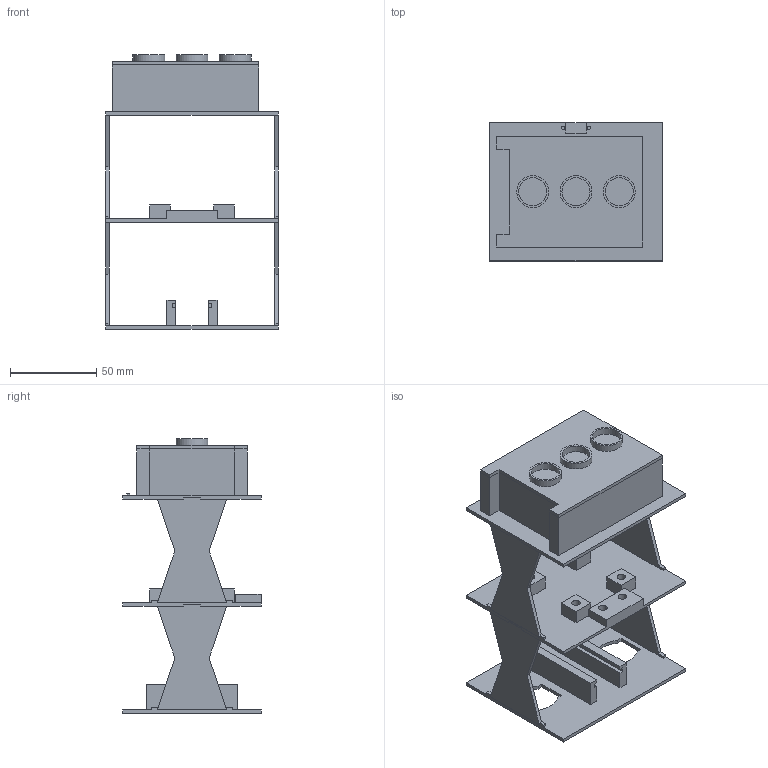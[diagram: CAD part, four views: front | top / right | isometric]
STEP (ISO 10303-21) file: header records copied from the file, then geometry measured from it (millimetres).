
FILE_DESCRIPTION(/* description */ (''),/* implementation_level */ '2;1');
FILE_NAME(/* name */ 'SELF_BALANCING_ROBOT_PROTO2.step',/* time_stamp */ '2024-11-01T15:17:58-04:00',/* author */ (''),/* organization */ (''),/* preprocessor_version */ 'ST-DEVELOPER v20',/* originating_system */ 'Autodesk Translation Framework v13.20.0.188',/* authorisation */ '');
FILE_SCHEMA (('AUTOMOTIVE_DESIGN { 1 0 10303 214 3 1 1 }'));
Length unit declared in the file: millimetre
Products named in the file (1): SELF_BALANCING_ROBOT_PROTO2
Bounding box: 100 x 80 x 159 mm (x, y, z)
Volume: 101497.2 mm3; surface area: 97944.9 mm2
Topology: 8 solids, 8 shells, 231 faces, 582 edges, 388 vertices
Faces by surface type: plane 213, cylinder 18
Full cylindrical faces by diameter (mm): 1.75 x2, 4.9 x4, 5 x2, 16.25 x3, 18.5 x3
Entity records: 6846 total; most frequent: CARTESIAN_POINT 1202, ORIENTED_EDGE 1164, DIRECTION 1082, EDGE_CURVE 582, LINE 546, VECTOR 546, VERTEX_POINT 388, AXIS2_PLACEMENT_3D 268
